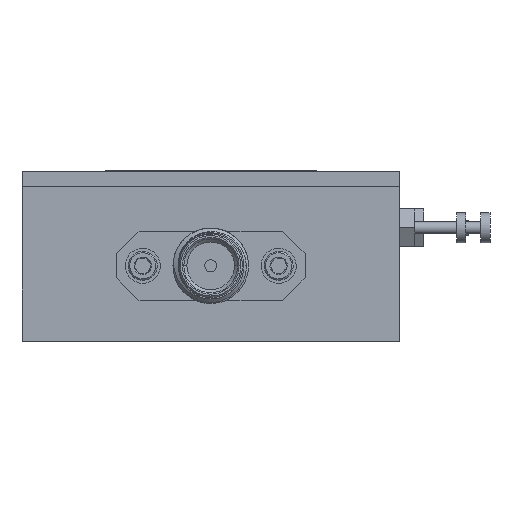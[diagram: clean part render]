
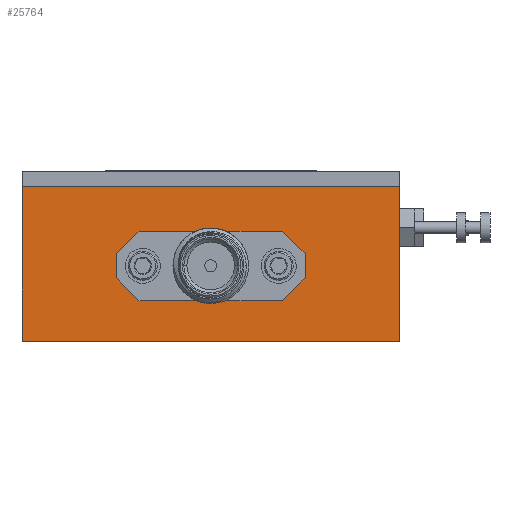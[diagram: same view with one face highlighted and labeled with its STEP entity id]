
A CAD part, left-side view. The second image highlights one B-rep face of the part: STEP entity #25764.
In plain terms, the highlighted planar face has unit normal (-1, 0, 0).
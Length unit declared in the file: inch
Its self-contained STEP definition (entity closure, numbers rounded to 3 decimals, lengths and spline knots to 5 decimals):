
#345 = DIRECTION ( 'NONE',  ( 0., 0., -1. ) ) ;
#843 = DIRECTION ( 'NONE',  ( 0., -1., 0. ) ) ;
#1247 = VERTEX_POINT ( 'NONE', #2951 ) ;
#1663 = FACE_BOUND ( 'NONE', #8317, .T. ) ;
#2886 = LINE ( 'NONE', #29573, #12107 ) ;
#2951 = CARTESIAN_POINT ( 'NONE',  ( -0.625, -0.2375, -0.1465 ) ) ;
#4651 = EDGE_CURVE ( 'NONE', #34060, #7474, #13030, .T. ) ;
#4709 = ORIENTED_EDGE ( 'NONE', *, *, #42585, .F. ) ;
#4711 = CARTESIAN_POINT ( 'NONE',  ( -0.625, 0.2375, 0.0835 ) ) ;
#4872 = ORIENTED_EDGE ( 'NONE', *, *, #39815, .T. ) ;
#5159 = CARTESIAN_POINT ( 'NONE',  ( -0.625, -0.625, 0.2815 ) ) ;
#5259 = CARTESIAN_POINT ( 'NONE',  ( -0.625, 0.3125, -0.0715 ) ) ;
#5769 = VERTEX_POINT ( 'NONE', #25327 ) ;
#6146 = ORIENTED_EDGE ( 'NONE', *, *, #42591, .F. ) ;
#6461 = ORIENTED_EDGE ( 'NONE', *, *, #34831, .T. ) ;
#7411 = DIRECTION ( 'NONE',  ( 0., -1., 0. ) ) ;
#7474 = VERTEX_POINT ( 'NONE', #30622 ) ;
#7622 = LINE ( 'NONE', #17710, #28792 ) ;
#7836 = CARTESIAN_POINT ( 'NONE',  ( -0.625, -0.625, 0.2315 ) ) ;
#7845 = VECTOR ( 'NONE', #27327, 39.37008 ) ;
#8317 = EDGE_LOOP ( 'NONE', ( #36483, #30399, #4709, #20168, #23269, #22598, #27693, #39949 ) ) ;
#8370 = CARTESIAN_POINT ( 'NONE',  ( -0.625, -0.2375, 0.0835 ) ) ;
#8406 = FACE_OUTER_BOUND ( 'NONE', #11443, .T. ) ;
#9832 = EDGE_CURVE ( 'NONE', #33328, #38087, #2886, .T. ) ;
#9983 = CARTESIAN_POINT ( 'NONE',  ( -0.625, 0.17625, 0.14475 ) ) ;
#10208 = DIRECTION ( 'NONE',  ( 0., -0.707, 0.707 ) ) ;
#10398 = CARTESIAN_POINT ( 'NONE',  ( -0.625, -0.625, 0.2815 ) ) ;
#10699 = LINE ( 'NONE', #24472, #26731 ) ;
#11443 = EDGE_LOOP ( 'NONE', ( #6146, #4872, #6461, #24365 ) ) ;
#11910 = CARTESIAN_POINT ( 'NONE',  ( -0.625, -0.625, -0.2815 ) ) ;
#12107 = VECTOR ( 'NONE', #23457, 39.37008 ) ;
#12135 = VECTOR ( 'NONE', #32264, 39.37008 ) ;
#13030 = LINE ( 'NONE', #10398, #34568 ) ;
#13271 = AXIS2_PLACEMENT_3D ( 'NONE', #5159, #18921, #25712 ) ;
#14509 = VERTEX_POINT ( 'NONE', #4711 ) ;
#14684 = EDGE_CURVE ( 'NONE', #23844, #14509, #39403, .T. ) ;
#15408 = LINE ( 'NONE', #11910, #12135 ) ;
#15640 = PLANE ( 'NONE',  #13271 ) ;
#17225 = EDGE_CURVE ( 'NONE', #23844, #22078, #7622, .T. ) ;
#17310 = CARTESIAN_POINT ( 'NONE',  ( -0.625, 0.3125, 0.0085 ) ) ;
#17710 = CARTESIAN_POINT ( 'NONE',  ( -0.625, -0.17625, 0.14475 ) ) ;
#17757 = DIRECTION ( 'NONE',  ( 0., 0.707, -0.707 ) ) ;
#18921 = DIRECTION ( 'NONE',  ( 1., 0., 0. ) ) ;
#19741 = EDGE_CURVE ( 'NONE', #23621, #22078, #22409, .T. ) ;
#20168 = ORIENTED_EDGE ( 'NONE', *, *, #38637, .T. ) ;
#21033 = LINE ( 'NONE', #21468, #34296 ) ;
#21468 = CARTESIAN_POINT ( 'NONE',  ( -0.625, -0.17625, -0.20775 ) ) ;
#22078 = VERTEX_POINT ( 'NONE', #41471 ) ;
#22326 = CARTESIAN_POINT ( 'NONE',  ( -0.625, -0.3125, -0.0715 ) ) ;
#22409 = LINE ( 'NONE', #42317, #40097 ) ;
#22598 = ORIENTED_EDGE ( 'NONE', *, *, #17225, .T. ) ;
#22874 = DIRECTION ( 'NONE',  ( 0., 0., -1. ) ) ;
#23269 = ORIENTED_EDGE ( 'NONE', *, *, #14684, .F. ) ;
#23331 = VERTEX_POINT ( 'NONE', #17310 ) ;
#23457 = DIRECTION ( 'NONE',  ( 0., 0.707, 0.707 ) ) ;
#23621 = VERTEX_POINT ( 'NONE', #22326 ) ;
#23844 = VERTEX_POINT ( 'NONE', #8370 ) ;
#24365 = ORIENTED_EDGE ( 'NONE', *, *, #4651, .F. ) ;
#24472 = CARTESIAN_POINT ( 'NONE',  ( -0.625, -0.3125, -0.1465 ) ) ;
#25327 = CARTESIAN_POINT ( 'NONE',  ( -0.625, 0.625, -0.2815 ) ) ;
#25712 = DIRECTION ( 'NONE',  ( 0., 0., -1. ) ) ;
#25764 = ADVANCED_FACE ( 'NONE', ( #1663, #8406 ), #15640, .F. ) ;
#26731 = VECTOR ( 'NONE', #7411, 39.37008 ) ;
#27327 = DIRECTION ( 'NONE',  ( 0., 0., -1. ) ) ;
#27693 = ORIENTED_EDGE ( 'NONE', *, *, #19741, .F. ) ;
#28223 = VERTEX_POINT ( 'NONE', #33604 ) ;
#28493 = CARTESIAN_POINT ( 'NONE',  ( -0.625, -0.625, 0.2315 ) ) ;
#28786 = CARTESIAN_POINT ( 'NONE',  ( -0.625, 0.625, 0.2815 ) ) ;
#28792 = VECTOR ( 'NONE', #37607, 39.37008 ) ;
#29573 = CARTESIAN_POINT ( 'NONE',  ( -0.625, 0.17625, -0.20775 ) ) ;
#30399 = ORIENTED_EDGE ( 'NONE', *, *, #9832, .T. ) ;
#30622 = CARTESIAN_POINT ( 'NONE',  ( -0.625, -0.625, -0.2815 ) ) ;
#30741 = VECTOR ( 'NONE', #10208, 39.37008 ) ;
#32264 = DIRECTION ( 'NONE',  ( 0., -1., 0. ) ) ;
#33328 = VERTEX_POINT ( 'NONE', #34029 ) ;
#33475 = DIRECTION ( 'NONE',  ( 0., 1., 0. ) ) ;
#33583 = VECTOR ( 'NONE', #22874, 39.37008 ) ;
#33604 = CARTESIAN_POINT ( 'NONE',  ( -0.625, 0.625, 0.2315 ) ) ;
#34029 = CARTESIAN_POINT ( 'NONE',  ( -0.625, 0.2375, -0.1465 ) ) ;
#34060 = VERTEX_POINT ( 'NONE', #28493 ) ;
#34296 = VECTOR ( 'NONE', #17757, 39.37008 ) ;
#34568 = VECTOR ( 'NONE', #345, 39.37008 ) ;
#34831 = EDGE_CURVE ( 'NONE', #5769, #7474, #15408, .T. ) ;
#35769 = LINE ( 'NONE', #28786, #33583 ) ;
#36000 = VECTOR ( 'NONE', #33475, 39.37008 ) ;
#36320 = CARTESIAN_POINT ( 'NONE',  ( -0.625, -0.3125, 0.0835 ) ) ;
#36483 = ORIENTED_EDGE ( 'NONE', *, *, #42509, .F. ) ;
#37607 = DIRECTION ( 'NONE',  ( 0., -0.707, -0.707 ) ) ;
#38087 = VERTEX_POINT ( 'NONE', #5259 ) ;
#38637 = EDGE_CURVE ( 'NONE', #23331, #14509, #40604, .T. ) ;
#39403 = LINE ( 'NONE', #36320, #36000 ) ;
#39815 = EDGE_CURVE ( 'NONE', #28223, #5769, #35769, .T. ) ;
#39949 = ORIENTED_EDGE ( 'NONE', *, *, #40327, .T. ) ;
#40097 = VECTOR ( 'NONE', #42089, 39.37008 ) ;
#40327 = EDGE_CURVE ( 'NONE', #23621, #1247, #21033, .T. ) ;
#40437 = LINE ( 'NONE', #7836, #42770 ) ;
#40604 = LINE ( 'NONE', #9983, #30741 ) ;
#40666 = CARTESIAN_POINT ( 'NONE',  ( -0.625, 0.3125, 0.0835 ) ) ;
#41096 = LINE ( 'NONE', #40666, #7845 ) ;
#41471 = CARTESIAN_POINT ( 'NONE',  ( -0.625, -0.3125, 0.0085 ) ) ;
#42089 = DIRECTION ( 'NONE',  ( 0., 0., 1. ) ) ;
#42317 = CARTESIAN_POINT ( 'NONE',  ( -0.625, -0.3125, 0.0835 ) ) ;
#42509 = EDGE_CURVE ( 'NONE', #33328, #1247, #10699, .T. ) ;
#42585 = EDGE_CURVE ( 'NONE', #23331, #38087, #41096, .T. ) ;
#42591 = EDGE_CURVE ( 'NONE', #28223, #34060, #40437, .T. ) ;
#42770 = VECTOR ( 'NONE', #843, 39.37008 ) ;
